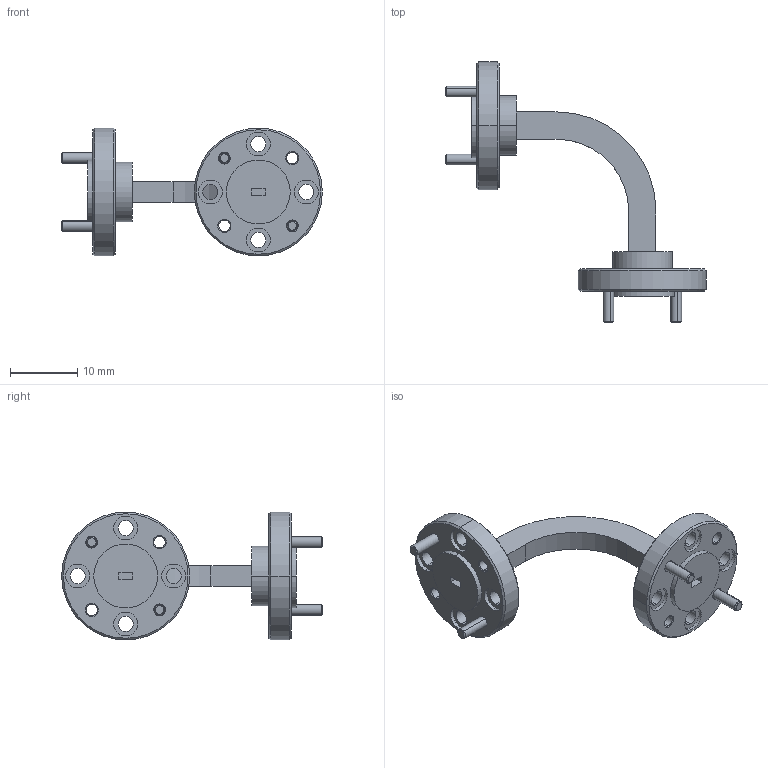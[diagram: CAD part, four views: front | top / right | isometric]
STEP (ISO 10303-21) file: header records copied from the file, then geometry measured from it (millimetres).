
FILE_DESCRIPTION (( 'STEP AP214' ), '1' );
FILE_NAME ('WB-HF-1.0, Defeatured.STEP', '2025-01-28T19:18:22', ( '' ), ( '' ), 'SwSTEP 2.0', 'SolidWorks 2021', '' );
FILE_SCHEMA (( 'AUTOMOTIVE_DESIGN' ));
Length unit declared in the file: inch
Products named in the file (1): WB-HF-1.0, Defeatured
Bounding box: 38.8 x 38.8 x 19.05 mm (x, y, z)
Volume: 2491.8 mm3; surface area: 2776.9 mm2
Topology: 5 solids, 6 shells, 160 faces, 360 edges, 228 vertices
Faces by surface type: cylinder 72, plane 48, cone 40
Entity records: 6730 total; most frequent: DIRECTION 870, CARTESIAN_POINT 749, ORIENTED_EDGE 720, EDGE_CURVE 360, AXIS2_PLACEMENT_3D 349, VERTEX_POINT 228, EDGE_LOOP 208, CIRCLE 188
